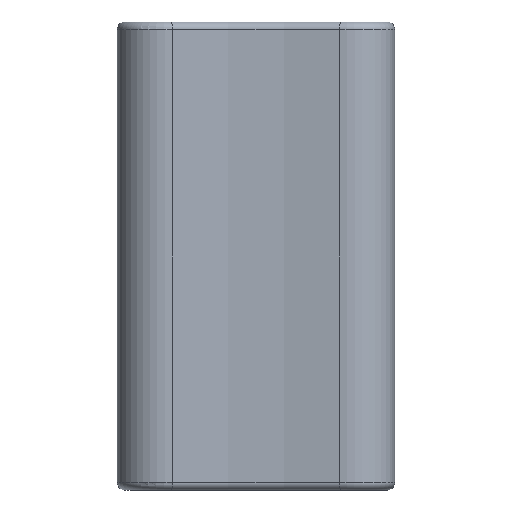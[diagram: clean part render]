
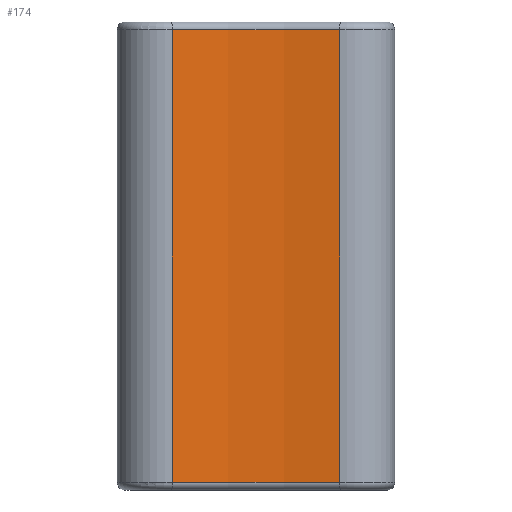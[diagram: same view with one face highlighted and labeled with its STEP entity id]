
A CAD part, front view. The second image highlights one B-rep face of the part: STEP entity #174.
In plain terms, the highlighted cylindrical face has radius 30 mm (diameter 60 mm), a partial arc.
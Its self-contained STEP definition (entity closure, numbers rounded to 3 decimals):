
#8 = CARTESIAN_POINT ( 'NONE',  ( 0., -32.468, 14.5 ) ) ;
#28 = VERTEX_POINT ( 'NONE', #667 ) ;
#43 = AXIS2_PLACEMENT_3D ( 'NONE', #772, #919, #44 ) ;
#44 = DIRECTION ( 'NONE',  ( -1., 0., 0. ) ) ;
#108 = CARTESIAN_POINT ( 'NONE',  ( 5.364, -2.952, 15. ) ) ;
#111 = AXIS2_PLACEMENT_3D ( 'NONE', #8, #373, #720 ) ;
#125 = EDGE_LOOP ( 'NONE', ( #436, #721, #676, #852 ) ) ;
#144 = DIRECTION ( 'NONE',  ( 1., 0., 0. ) ) ;
#174 = ADVANCED_FACE ( 'NONE', ( #767 ), #735, .F. ) ;
#187 = CARTESIAN_POINT ( 'NONE',  ( 5.364, -2.952, 14.5 ) ) ;
#224 = EDGE_CURVE ( 'NONE', #271, #630, #529, .T. ) ;
#229 = VECTOR ( 'NONE', #516, 1000. ) ;
#269 = CIRCLE ( 'NONE', #771, 30. ) ;
#271 = VERTEX_POINT ( 'NONE', #187 ) ;
#373 = DIRECTION ( 'NONE',  ( 0., 0., 1. ) ) ;
#436 = ORIENTED_EDGE ( 'NONE', *, *, #527, .T. ) ;
#448 = CARTESIAN_POINT ( 'NONE',  ( 0., -32.468, -14.5 ) ) ;
#472 = LINE ( 'NONE', #718, #229 ) ;
#486 = DIRECTION ( 'NONE',  ( 0., 0., -1. ) ) ;
#516 = DIRECTION ( 'NONE',  ( 0., 0., -1. ) ) ;
#527 = EDGE_CURVE ( 'NONE', #28, #558, #472, .T. ) ;
#529 = LINE ( 'NONE', #108, #637 ) ;
#547 = EDGE_CURVE ( 'NONE', #558, #630, #269, .T. ) ;
#558 = VERTEX_POINT ( 'NONE', #655 ) ;
#630 = VERTEX_POINT ( 'NONE', #889 ) ;
#637 = VECTOR ( 'NONE', #486, 1000. ) ;
#655 = CARTESIAN_POINT ( 'NONE',  ( -5.364, -2.952, -14.5 ) ) ;
#667 = CARTESIAN_POINT ( 'NONE',  ( -5.364, -2.952, 14.5 ) ) ;
#676 = ORIENTED_EDGE ( 'NONE', *, *, #224, .F. ) ;
#718 = CARTESIAN_POINT ( 'NONE',  ( -5.364, -2.952, 15. ) ) ;
#720 = DIRECTION ( 'NONE',  ( 1., 0., 0. ) ) ;
#721 = ORIENTED_EDGE ( 'NONE', *, *, #547, .T. ) ;
#735 = CYLINDRICAL_SURFACE ( 'NONE', #43, 30. ) ;
#767 = FACE_OUTER_BOUND ( 'NONE', #125, .T. ) ;
#771 = AXIS2_PLACEMENT_3D ( 'NONE', #448, #941, #144 ) ;
#772 = CARTESIAN_POINT ( 'NONE',  ( 0., -32.468, 15. ) ) ;
#801 = CIRCLE ( 'NONE', #111, 30. ) ;
#852 = ORIENTED_EDGE ( 'NONE', *, *, #911, .T. ) ;
#889 = CARTESIAN_POINT ( 'NONE',  ( 5.364, -2.952, -14.5 ) ) ;
#911 = EDGE_CURVE ( 'NONE', #271, #28, #801, .T. ) ;
#919 = DIRECTION ( 'NONE',  ( 0., 0., -1. ) ) ;
#941 = DIRECTION ( 'NONE',  ( 0., 0., -1. ) ) ;
